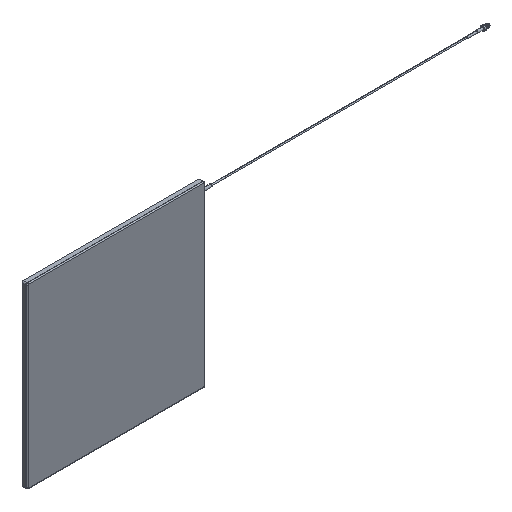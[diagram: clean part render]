
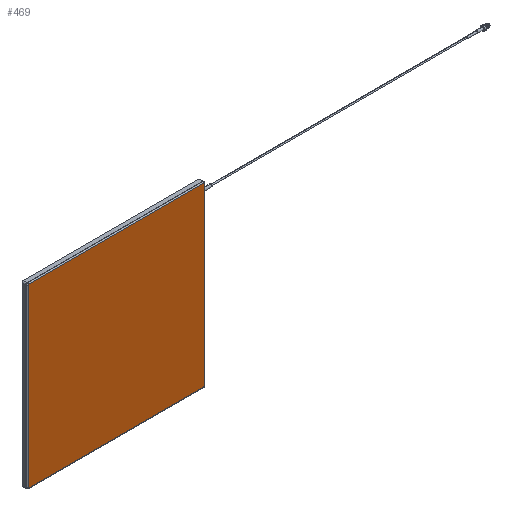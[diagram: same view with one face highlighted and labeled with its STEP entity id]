
A CAD part, isometric view. The second image highlights one B-rep face of the part: STEP entity #469.
In plain terms, the highlighted planar face has unit normal (0, -1, 0).
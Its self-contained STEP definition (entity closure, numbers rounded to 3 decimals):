
#58 = CARTESIAN_POINT ( 'NONE',  ( 2.5, 0., -2.5 ) ) ;
#86 = ORIENTED_EDGE ( 'NONE', *, *, #4369, .T. ) ;
#171 = CARTESIAN_POINT ( 'NONE',  ( 297.5, 0., -1.5 ) ) ;
#206 = VECTOR ( 'NONE', #2705, 1000. ) ;
#372 = DIRECTION ( 'NONE',  ( 0., -1., 0. ) ) ;
#443 = DIRECTION ( 'NONE',  ( 0., 0., 1. ) ) ;
#469 = ADVANCED_FACE ( 'NONE', ( #5388 ), #4466, .F. ) ;
#478 = CIRCLE ( 'NONE', #5537, 1. ) ;
#526 = DIRECTION ( 'NONE',  ( 0., 0., 1. ) ) ;
#593 = EDGE_CURVE ( 'NONE', #3840, #1698, #702, .T. ) ;
#702 = CIRCLE ( 'NONE', #2039, 1. ) ;
#769 = DIRECTION ( 'NONE',  ( 0., 1., 0. ) ) ;
#924 = ORIENTED_EDGE ( 'NONE', *, *, #2008, .T. ) ;
#1047 = ORIENTED_EDGE ( 'NONE', *, *, #4490, .T. ) ;
#1051 = VECTOR ( 'NONE', #2624, 1000. ) ;
#1280 = ORIENTED_EDGE ( 'NONE', *, *, #593, .T. ) ;
#1384 = DIRECTION ( 'NONE',  ( -1., 0., 0. ) ) ;
#1512 = DIRECTION ( 'NONE',  ( 0., 0., 1. ) ) ;
#1595 = CARTESIAN_POINT ( 'NONE',  ( 2.5, 0., -298.5 ) ) ;
#1613 = ORIENTED_EDGE ( 'NONE', *, *, #2610, .T. ) ;
#1676 = VERTEX_POINT ( 'NONE', #5034 ) ;
#1698 = VERTEX_POINT ( 'NONE', #4154 ) ;
#1754 = EDGE_LOOP ( 'NONE', ( #924, #3138, #3352, #1280, #1613, #1047, #86, #5590 ) ) ;
#1840 = VERTEX_POINT ( 'NONE', #5627 ) ;
#2008 = EDGE_CURVE ( 'NONE', #2896, #5668, #4496, .T. ) ;
#2011 = VECTOR ( 'NONE', #443, 1000. ) ;
#2021 = CARTESIAN_POINT ( 'NONE',  ( 297.5, 0., -2.5 ) ) ;
#2039 = AXIS2_PLACEMENT_3D ( 'NONE', #4438, #372, #2200 ) ;
#2200 = DIRECTION ( 'NONE',  ( 0., 0., 1. ) ) ;
#2219 = CARTESIAN_POINT ( 'NONE',  ( 1.5, 0., -297.5 ) ) ;
#2284 = EDGE_CURVE ( 'NONE', #1840, #2896, #2742, .T. ) ;
#2310 = CARTESIAN_POINT ( 'NONE',  ( 2.5, 0., -1.5 ) ) ;
#2348 = CARTESIAN_POINT ( 'NONE',  ( 1.5, 0., -2.5 ) ) ;
#2512 = AXIS2_PLACEMENT_3D ( 'NONE', #4917, #769, #3971 ) ;
#2610 = EDGE_CURVE ( 'NONE', #1698, #4703, #5559, .T. ) ;
#2624 = DIRECTION ( 'NONE',  ( 0., 0., -1. ) ) ;
#2705 = DIRECTION ( 'NONE',  ( 1., 0., 0. ) ) ;
#2742 = CIRCLE ( 'NONE', #4569, 1. ) ;
#2762 = CARTESIAN_POINT ( 'NONE',  ( 298.5, 0., -297.5 ) ) ;
#2896 = VERTEX_POINT ( 'NONE', #2348 ) ;
#3110 = EDGE_CURVE ( 'NONE', #1676, #3840, #5684, .T. ) ;
#3138 = ORIENTED_EDGE ( 'NONE', *, *, #5782, .T. ) ;
#3352 = ORIENTED_EDGE ( 'NONE', *, *, #3110, .T. ) ;
#3483 = CARTESIAN_POINT ( 'NONE',  ( 297.5, 0., -298.5 ) ) ;
#3520 = VECTOR ( 'NONE', #1384, 1000. ) ;
#3662 = DIRECTION ( 'NONE',  ( 0., 0., 1. ) ) ;
#3667 = LINE ( 'NONE', #2310, #3520 ) ;
#3840 = VERTEX_POINT ( 'NONE', #3483 ) ;
#3971 = DIRECTION ( 'NONE',  ( 0., 0., 1. ) ) ;
#3993 = AXIS2_PLACEMENT_3D ( 'NONE', #4619, #4646, #526 ) ;
#4130 = VERTEX_POINT ( 'NONE', #171 ) ;
#4154 = CARTESIAN_POINT ( 'NONE',  ( 298.5, 0., -297.5 ) ) ;
#4304 = CIRCLE ( 'NONE', #3993, 1. ) ;
#4369 = EDGE_CURVE ( 'NONE', #4130, #1840, #3667, .T. ) ;
#4438 = CARTESIAN_POINT ( 'NONE',  ( 297.5, 0., -297.5 ) ) ;
#4466 = PLANE ( 'NONE',  #2512 ) ;
#4490 = EDGE_CURVE ( 'NONE', #4703, #4130, #478, .T. ) ;
#4496 = LINE ( 'NONE', #2219, #1051 ) ;
#4569 = AXIS2_PLACEMENT_3D ( 'NONE', #58, #5441, #3662 ) ;
#4619 = CARTESIAN_POINT ( 'NONE',  ( 2.5, 0., -297.5 ) ) ;
#4646 = DIRECTION ( 'NONE',  ( 0., -1., 0. ) ) ;
#4653 = CARTESIAN_POINT ( 'NONE',  ( 298.5, 0., -2.5 ) ) ;
#4703 = VERTEX_POINT ( 'NONE', #4653 ) ;
#4917 = CARTESIAN_POINT ( 'NONE',  ( 2.5, 0., -297.5 ) ) ;
#4975 = CARTESIAN_POINT ( 'NONE',  ( 1.5, 0., -297.5 ) ) ;
#5034 = CARTESIAN_POINT ( 'NONE',  ( 2.5, 0., -298.5 ) ) ;
#5388 = FACE_OUTER_BOUND ( 'NONE', #1754, .T. ) ;
#5441 = DIRECTION ( 'NONE',  ( 0., -1., 0. ) ) ;
#5537 = AXIS2_PLACEMENT_3D ( 'NONE', #2021, #5620, #1512 ) ;
#5559 = LINE ( 'NONE', #2762, #2011 ) ;
#5590 = ORIENTED_EDGE ( 'NONE', *, *, #2284, .T. ) ;
#5620 = DIRECTION ( 'NONE',  ( 0., -1., 0. ) ) ;
#5627 = CARTESIAN_POINT ( 'NONE',  ( 2.5, 0., -1.5 ) ) ;
#5668 = VERTEX_POINT ( 'NONE', #4975 ) ;
#5684 = LINE ( 'NONE', #1595, #206 ) ;
#5782 = EDGE_CURVE ( 'NONE', #5668, #1676, #4304, .T. ) ;
